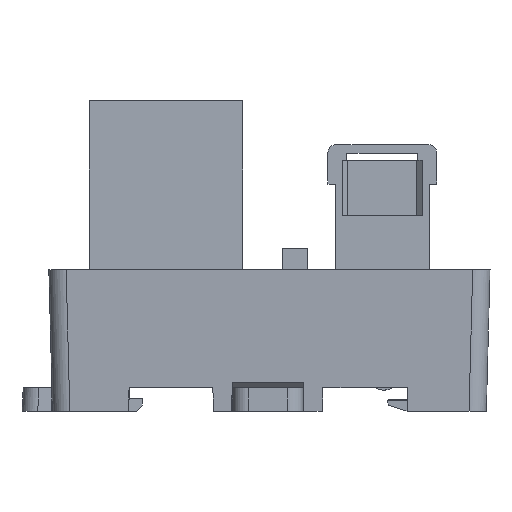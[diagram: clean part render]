
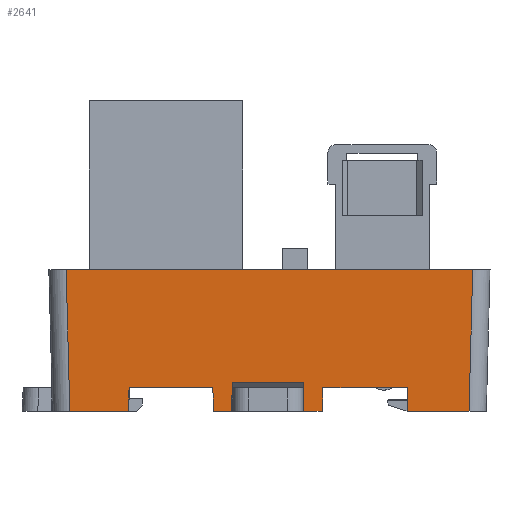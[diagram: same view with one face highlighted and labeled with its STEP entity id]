
A CAD part, left-side view. The second image highlights one B-rep face of the part: STEP entity #2641.
In plain terms, the highlighted planar face has unit normal (-1, 0, -0.026).
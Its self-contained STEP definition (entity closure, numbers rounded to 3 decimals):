
#1643=FACE_OUTER_BOUND('',#5089,.T.);
#2641=ADVANCED_FACE('',(#1643),#3683,.T.);
#3683=PLANE('',#21551);
#5089=EDGE_LOOP('',(#7258,#7259,#7260,#7261,#7262,#7263,#7264,#7265,#7266,
#7267,#7268,#7269,#7270,#7271,#7272,#7273));
#7258=ORIENTED_EDGE('',*,*,#14298,.F.);
#7259=ORIENTED_EDGE('',*,*,#14257,.T.);
#7260=ORIENTED_EDGE('',*,*,#14302,.T.);
#7261=ORIENTED_EDGE('',*,*,#13922,.T.);
#7262=ORIENTED_EDGE('',*,*,#14312,.T.);
#7263=ORIENTED_EDGE('',*,*,#14109,.T.);
#7264=ORIENTED_EDGE('',*,*,#14315,.T.);
#7265=ORIENTED_EDGE('',*,*,#14089,.F.);
#7266=ORIENTED_EDGE('',*,*,#14318,.T.);
#7267=ORIENTED_EDGE('',*,*,#14105,.T.);
#7268=ORIENTED_EDGE('',*,*,#14126,.F.);
#7269=ORIENTED_EDGE('',*,*,#13936,.T.);
#7270=ORIENTED_EDGE('',*,*,#14289,.F.);
#7271=ORIENTED_EDGE('',*,*,#14253,.T.);
#7272=ORIENTED_EDGE('',*,*,#14293,.F.);
#7273=ORIENTED_EDGE('',*,*,#14296,.T.);
#11998=VERTEX_POINT('',#28536);
#11999=VERTEX_POINT('',#28538);
#12012=VERTEX_POINT('',#28564);
#12013=VERTEX_POINT('',#28566);
#12125=VERTEX_POINT('',#28873);
#12126=VERTEX_POINT('',#28875);
#12134=VERTEX_POINT('',#28900);
#12135=VERTEX_POINT('',#28902);
#12138=VERTEX_POINT('',#28909);
#12139=VERTEX_POINT('',#28911);
#12226=VERTEX_POINT('',#29198);
#12228=VERTEX_POINT('',#29203);
#12231=VERTEX_POINT('',#29211);
#12232=VERTEX_POINT('',#29213);
#12251=VERTEX_POINT('',#29282);
#12252=VERTEX_POINT('',#29287);
#13922=EDGE_CURVE('',#11999,#11998,#16713,.T.);
#13936=EDGE_CURVE('',#12013,#12012,#16725,.T.);
#14089=EDGE_CURVE('',#12125,#12126,#16870,.T.);
#14105=EDGE_CURVE('',#12135,#12134,#16883,.T.);
#14109=EDGE_CURVE('',#12139,#12138,#16885,.T.);
#14126=EDGE_CURVE('',#12013,#12134,#16901,.T.);
#14253=EDGE_CURVE('',#12226,#12228,#17023,.T.);
#14257=EDGE_CURVE('',#12232,#12231,#17026,.T.);
#14289=EDGE_CURVE('',#12226,#12012,#17058,.T.);
#14293=EDGE_CURVE('',#12251,#12228,#17062,.T.);
#14296=EDGE_CURVE('',#12251,#12252,#17065,.T.);
#14298=EDGE_CURVE('',#12232,#12252,#17067,.T.);
#14302=EDGE_CURVE('',#12231,#11999,#17071,.T.);
#14312=EDGE_CURVE('',#11998,#12139,#17079,.T.);
#14315=EDGE_CURVE('',#12138,#12126,#17082,.T.);
#14318=EDGE_CURVE('',#12125,#12135,#17085,.T.);
#16713=LINE('',#28537,#19130);
#16725=LINE('',#28565,#19142);
#16870=LINE('',#28874,#19287);
#16883=LINE('',#28901,#19300);
#16885=LINE('',#28910,#19302);
#16901=LINE('',#28943,#19318);
#17023=LINE('',#29204,#19440);
#17026=LINE('',#29212,#19443);
#17058=LINE('',#29275,#19475);
#17062=LINE('',#29283,#19479);
#17065=LINE('',#29288,#19482);
#17067=LINE('',#29291,#19484);
#17071=LINE('',#29298,#19488);
#17079=LINE('',#29317,#19496);
#17082=LINE('',#29322,#19499);
#17085=LINE('',#29329,#19502);
#19130=VECTOR('',#23032,1.);
#19142=VECTOR('',#23048,1.);
#19287=VECTOR('',#23295,1.);
#19300=VECTOR('',#23318,1.);
#19302=VECTOR('',#23326,1.);
#19318=VECTOR('',#23352,1.);
#19440=VECTOR('',#23596,1.);
#19443=VECTOR('',#23603,1.);
#19475=VECTOR('',#23659,1.);
#19479=VECTOR('',#23669,1.);
#19482=VECTOR('',#23674,1.);
#19484=VECTOR('',#23678,1.);
#19488=VECTOR('',#23688,1.);
#19496=VECTOR('',#23714,1.);
#19499=VECTOR('',#23721,1.);
#19502=VECTOR('',#23732,1.);
#21551=AXIS2_PLACEMENT_3D('',#29331,#23735,#23736);
#23032=DIRECTION('',(0.,-1.,0.));
#23048=DIRECTION('',(0.,-1.,0.));
#23295=DIRECTION('',(0.,-1.,0.));
#23318=DIRECTION('',(0.,-1.,0.));
#23326=DIRECTION('',(0.,-1.,0.));
#23352=DIRECTION('',(0.026,0.017,-1.));
#23596=DIRECTION('',(0.,-1.,0.));
#23603=DIRECTION('',(0.,-1.,0.));
#23659=DIRECTION('',(-0.026,0.035,0.999));
#23669=DIRECTION('',(0.026,0.009,-1.));
#23674=DIRECTION('',(0.,-1.,0.));
#23678=DIRECTION('',(-0.026,0.009,1.));
#23688=DIRECTION('',(-0.026,-0.035,0.999));
#23714=DIRECTION('',(0.026,-0.017,-1.));
#23721=DIRECTION('',(-0.026,-0.026,0.999));
#23732=DIRECTION('',(0.026,-0.026,-0.999));
#23735=DIRECTION('',(-1.,0.,-0.026));
#23736=DIRECTION('',(-0.026,0.,1.));
#28536=CARTESIAN_POINT('',(190.943,162.449,175.));
#28537=CARTESIAN_POINT('',(190.943,180.199,175.));
#28538=CARTESIAN_POINT('',(190.943,173.199,175.));
#28564=CARTESIAN_POINT('',(190.943,187.199,175.));
#28565=CARTESIAN_POINT('',(190.943,180.199,175.));
#28566=CARTESIAN_POINT('',(190.943,197.849,175.));
#28873=CARTESIAN_POINT('',(190.55,205.85,190.));
#28874=CARTESIAN_POINT('',(190.55,179.699,190.));
#28875=CARTESIAN_POINT('',(190.55,154.148,190.));
#28900=CARTESIAN_POINT('',(191.021,197.901,172.));
#28901=CARTESIAN_POINT('',(191.021,180.199,172.));
#28902=CARTESIAN_POINT('',(191.021,205.378,172.));
#28909=CARTESIAN_POINT('',(191.021,154.62,172.));
#28910=CARTESIAN_POINT('',(191.021,179.699,172.));
#28911=CARTESIAN_POINT('',(191.021,162.397,172.));
#28943=CARTESIAN_POINT('',(190.974,197.87,173.796));
#29198=CARTESIAN_POINT('',(191.021,187.094,172.));
#29203=CARTESIAN_POINT('',(191.021,184.775,172.));
#29204=CARTESIAN_POINT('',(191.021,180.199,172.));
#29211=CARTESIAN_POINT('',(191.021,173.304,172.));
#29212=CARTESIAN_POINT('',(191.021,180.199,172.));
#29213=CARTESIAN_POINT('',(191.021,175.623,172.));
#29275=CARTESIAN_POINT('',(190.974,187.157,173.798));
#29282=CARTESIAN_POINT('',(190.924,184.743,175.726));
#29283=CARTESIAN_POINT('',(190.549,184.618,190.04));
#29287=CARTESIAN_POINT('',(190.924,175.655,175.726));
#29288=CARTESIAN_POINT('',(190.924,-29.246,175.726));
#29291=CARTESIAN_POINT('',(190.549,175.78,190.032));
#29298=CARTESIAN_POINT('',(190.556,172.684,189.753));
#29317=CARTESIAN_POINT('',(190.542,162.716,190.294));
#29322=CARTESIAN_POINT('',(190.567,154.166,189.34));
#29329=CARTESIAN_POINT('',(190.567,205.833,189.34));
#29331=CARTESIAN_POINT('',(190.55,179.699,189.997));
